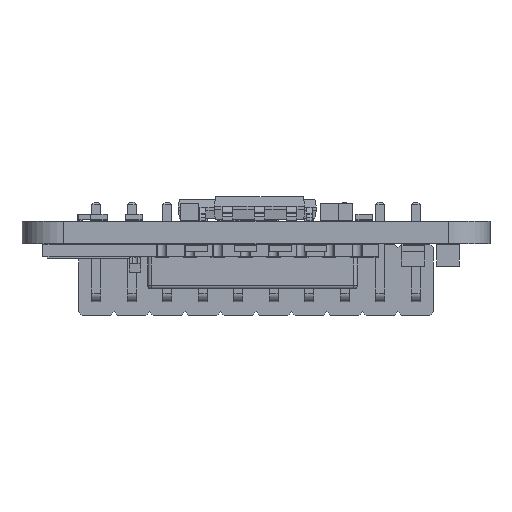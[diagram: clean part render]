
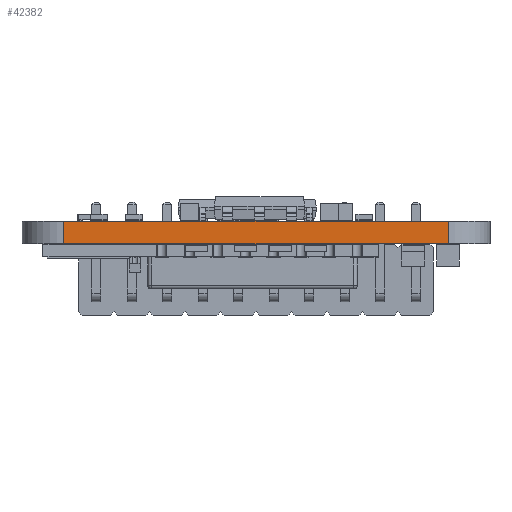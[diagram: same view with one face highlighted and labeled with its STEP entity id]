
A CAD part, front view. The second image highlights one B-rep face of the part: STEP entity #42382.
In plain terms, the highlighted planar face has unit normal (0, -1, 0).
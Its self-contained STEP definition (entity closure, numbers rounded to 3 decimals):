
#41794 = VERTEX_POINT('',#41795);
#41795 = CARTESIAN_POINT('',(30.5,0.,0.));
#41802 = EDGE_CURVE('',#41794,#41803,#41805,.T.);
#41803 = VERTEX_POINT('',#41804);
#41804 = CARTESIAN_POINT('',(3.,0.,0.));
#41805 = LINE('',#41806,#41807);
#41806 = CARTESIAN_POINT('',(30.5,-0.,0.));
#41807 = VECTOR('',#41808,1.);
#41808 = DIRECTION('',(-1.,0.,0.));
#42066 = VERTEX_POINT('',#42067);
#42067 = CARTESIAN_POINT('',(30.5,0.,1.6));
#42074 = EDGE_CURVE('',#42066,#42075,#42077,.T.);
#42075 = VERTEX_POINT('',#42076);
#42076 = CARTESIAN_POINT('',(3.,0.,1.6));
#42077 = LINE('',#42078,#42079);
#42078 = CARTESIAN_POINT('',(30.5,0.,1.6));
#42079 = VECTOR('',#42080,1.);
#42080 = DIRECTION('',(-1.,0.,0.));
#42354 = EDGE_CURVE('',#41794,#42066,#42355,.T.);
#42355 = LINE('',#42356,#42357);
#42356 = CARTESIAN_POINT('',(30.5,0.,0.));
#42357 = VECTOR('',#42358,1.);
#42358 = DIRECTION('',(0.,0.,1.));
#42382 = ADVANCED_FACE('',(#42383),#42394,.T.);
#42383 = FACE_BOUND('',#42384,.T.);
#42384 = EDGE_LOOP('',(#42385,#42386,#42387,#42393));
#42385 = ORIENTED_EDGE('',*,*,#42354,.T.);
#42386 = ORIENTED_EDGE('',*,*,#42074,.T.);
#42387 = ORIENTED_EDGE('',*,*,#42388,.F.);
#42388 = EDGE_CURVE('',#41803,#42075,#42389,.T.);
#42389 = LINE('',#42390,#42391);
#42390 = CARTESIAN_POINT('',(3.,0.,0.));
#42391 = VECTOR('',#42392,1.);
#42392 = DIRECTION('',(0.,0.,1.));
#42393 = ORIENTED_EDGE('',*,*,#41802,.F.);
#42394 = PLANE('',#42395);
#42395 = AXIS2_PLACEMENT_3D('',#42396,#42397,#42398);
#42396 = CARTESIAN_POINT('',(30.5,0.,0.));
#42397 = DIRECTION('',(0.,-1.,0.));
#42398 = DIRECTION('',(-1.,0.,0.));
